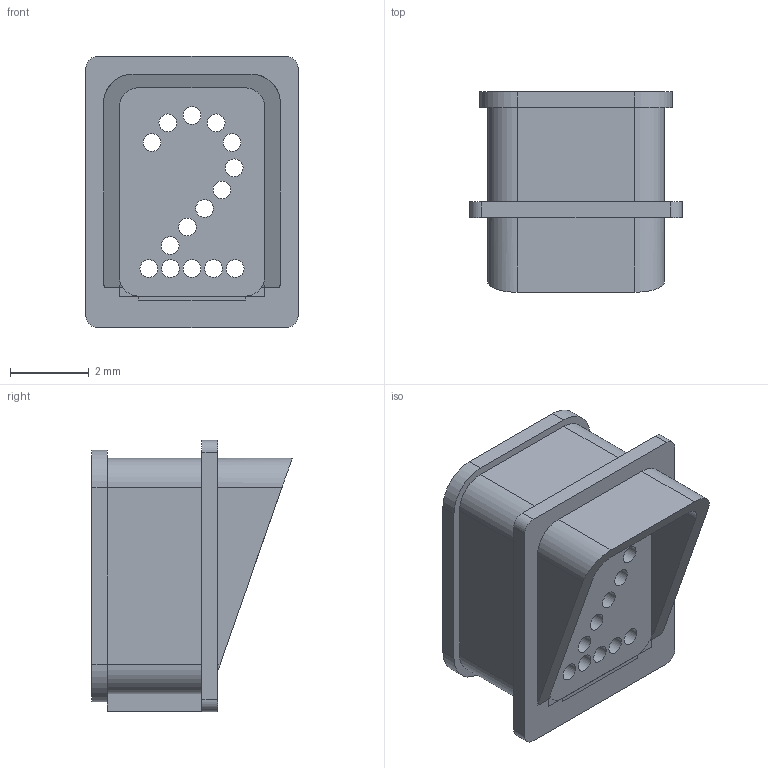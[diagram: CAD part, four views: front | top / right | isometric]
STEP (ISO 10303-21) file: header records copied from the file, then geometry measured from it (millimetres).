
FILE_DESCRIPTION(('FreeCAD Model'),'2;1');
FILE_NAME('Open CASCADE Shape Model','2026-01-25T20:44:54',('FreeCAD'),( 'FreeCAD'),'Open CASCADE STEP processor 7.6','FreeCAD','Unknown');
FILE_SCHEMA(('AUTOMOTIVE_DESIGN { 1 0 10303 214 1 1 1 1 }'));
Length unit declared in the file: millimetre
Products named in the file (1): Open CASCADE STEP translator 7.6 1
Bounding box: 5.4 x 5.1 x 6.9 mm (x, y, z)
Volume: 46.7 mm3; surface area: 256.8 mm2
Topology: 2 solids, 2 shells, 77 faces, 220 edges, 148 vertices
Faces by surface type: plane 42, cylinder 35
Full cylindrical faces by diameter (mm): 0.45 x15
Entity records: 5596 total; most frequent: CARTESIAN_POINT 1098, DIRECTION 858, LINE 496, VECTOR 496, ORIENTED_EDGE 440, PCURVE 440, DEFINITIONAL_REPRESENTATION 440, EDGE_CURVE 220
